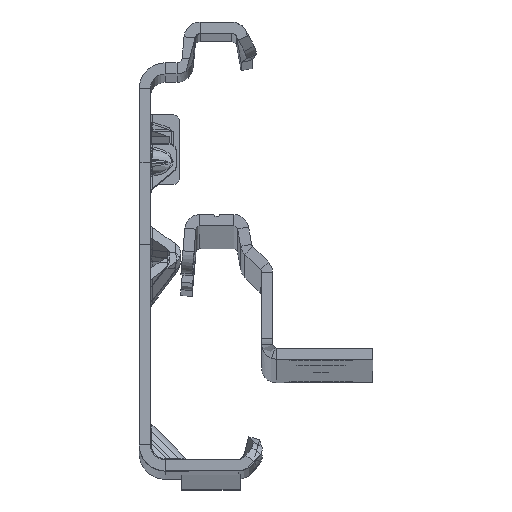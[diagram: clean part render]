
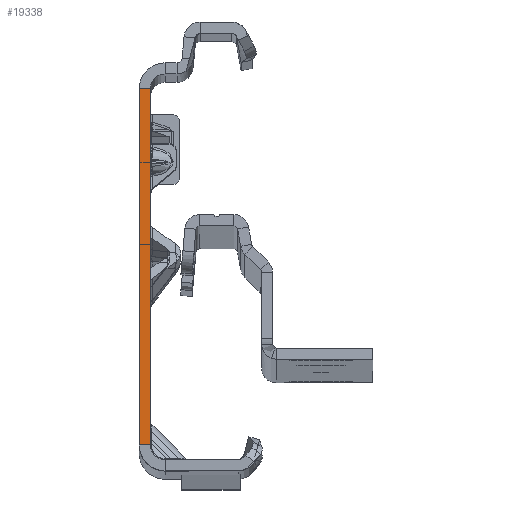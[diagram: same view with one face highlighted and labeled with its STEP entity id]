
A CAD part, top view. The second image highlights one B-rep face of the part: STEP entity #19338.
In plain terms, the highlighted planar face has unit normal (0, 0, 1).
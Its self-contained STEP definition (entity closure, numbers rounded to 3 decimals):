
#522 = VERTEX_POINT ( 'NONE', #33624 ) ;
#601 = AXIS2_PLACEMENT_3D ( 'NONE', #37857, #8703, #11856 ) ;
#1670 = VERTEX_POINT ( 'NONE', #33739 ) ;
#1679 = DIRECTION ( 'NONE',  ( -1., 0., 0. ) ) ;
#2703 = EDGE_CURVE ( 'NONE', #27261, #522, #15302, .T. ) ;
#5293 = ORIENTED_EDGE ( 'NONE', *, *, #35095, .T. ) ;
#5789 = LINE ( 'NONE', #9674, #11929 ) ;
#8023 = LINE ( 'NONE', #27692, #21395 ) ;
#8703 = DIRECTION ( 'NONE',  ( 0., 0., 1. ) ) ;
#8908 = EDGE_CURVE ( 'NONE', #43983, #27261, #8023, .T. ) ;
#9674 = CARTESIAN_POINT ( 'NONE',  ( 0., 22.135, 0. ) ) ;
#9682 = CARTESIAN_POINT ( 'NONE',  ( 0., -25.865, 0. ) ) ;
#11638 = DIRECTION ( 'NONE',  ( -1., 0., 0. ) ) ;
#11856 = DIRECTION ( 'NONE',  ( 1., 0., 0. ) ) ;
#11929 = VECTOR ( 'NONE', #1679, 1000. ) ;
#13553 = VECTOR ( 'NONE', #40586, 1000. ) ;
#15302 = LINE ( 'NONE', #30132, #23099 ) ;
#18237 = CARTESIAN_POINT ( 'NONE',  ( 0., 22.135, 0. ) ) ;
#19338 = ADVANCED_FACE ( 'NONE', ( #26915 ), #34243, .T. ) ;
#21395 = VECTOR ( 'NONE', #38862, 1000. ) ;
#22942 = ORIENTED_EDGE ( 'NONE', *, *, #33968, .T. ) ;
#23099 = VECTOR ( 'NONE', #11638, 1000. ) ;
#23110 = CARTESIAN_POINT ( 'NONE',  ( -1.5, -27.865, 0. ) ) ;
#26915 = FACE_OUTER_BOUND ( 'NONE', #27081, .T. ) ;
#27081 = EDGE_LOOP ( 'NONE', ( #34262, #22942, #5293, #42422 ) ) ;
#27261 = VERTEX_POINT ( 'NONE', #9682 ) ;
#27692 = CARTESIAN_POINT ( 'NONE',  ( 0., -27.865, 0. ) ) ;
#29936 = LINE ( 'NONE', #23110, #13553 ) ;
#30132 = CARTESIAN_POINT ( 'NONE',  ( 0., -25.865, 0. ) ) ;
#33624 = CARTESIAN_POINT ( 'NONE',  ( -1.5, -25.865, 0. ) ) ;
#33739 = CARTESIAN_POINT ( 'NONE',  ( -1.5, 22.135, 0. ) ) ;
#33968 = EDGE_CURVE ( 'NONE', #43983, #1670, #5789, .T. ) ;
#34243 = PLANE ( 'NONE',  #601 ) ;
#34262 = ORIENTED_EDGE ( 'NONE', *, *, #8908, .F. ) ;
#35095 = EDGE_CURVE ( 'NONE', #1670, #522, #29936, .T. ) ;
#37857 = CARTESIAN_POINT ( 'NONE',  ( -1.5, -27.865, 0. ) ) ;
#38862 = DIRECTION ( 'NONE',  ( 0., -1., 0. ) ) ;
#40586 = DIRECTION ( 'NONE',  ( 0., -1., 0. ) ) ;
#42422 = ORIENTED_EDGE ( 'NONE', *, *, #2703, .F. ) ;
#43983 = VERTEX_POINT ( 'NONE', #18237 ) ;
